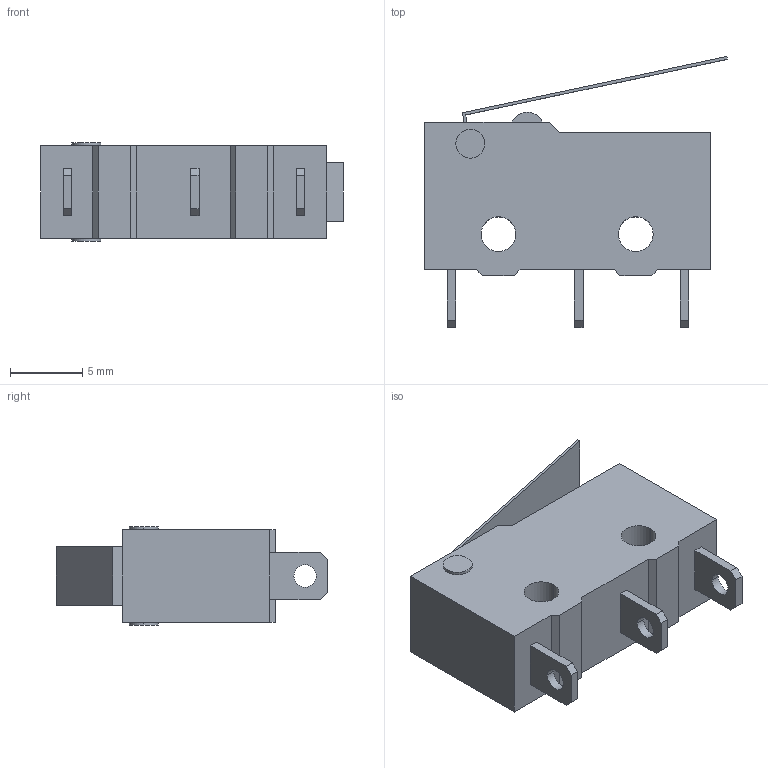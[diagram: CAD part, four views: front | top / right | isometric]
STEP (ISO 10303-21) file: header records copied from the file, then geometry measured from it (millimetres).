
FILE_DESCRIPTION (( 'STEP AP203' ), '1' );
FILE_NAME ('20-M201-A2_open switch_sldprt.STEP', '2023-06-05T00:25:43', ( '' ), ( '' ), 'SwSTEP 2.0', 'SolidWorks 2022', '' );
FILE_SCHEMA (( 'CONFIG_CONTROL_DESIGN' ));
Length unit declared in the file: millimetre
Products named in the file (1): 20-M201-A2_open switch_sldprt
Bounding box: 20.93 x 18.74 x 6.8 mm (x, y, z)
Volume: 1239.6 mm3; surface area: 1114.9 mm2
Topology: 1 solids, 1 shells, 63 faces, 162 edges, 108 vertices
Faces by surface type: plane 48, cylinder 15
Entity records: 2003 total; most frequent: CARTESIAN_POINT 334, ORIENTED_EDGE 324, DIRECTION 320, EDGE_CURVE 162, VECTOR 132, LINE 132, VERTEX_POINT 108, AXIS2_PLACEMENT_3D 94
